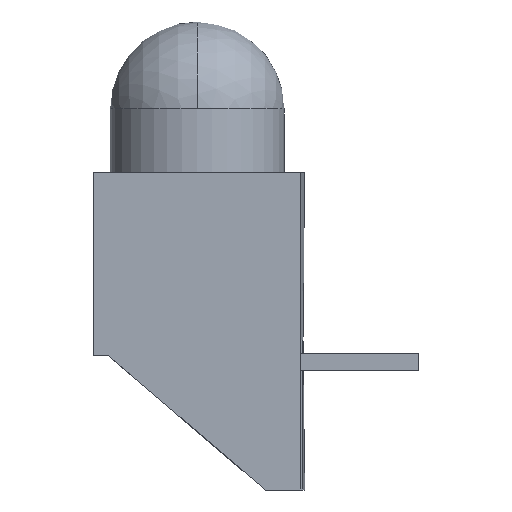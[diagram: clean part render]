
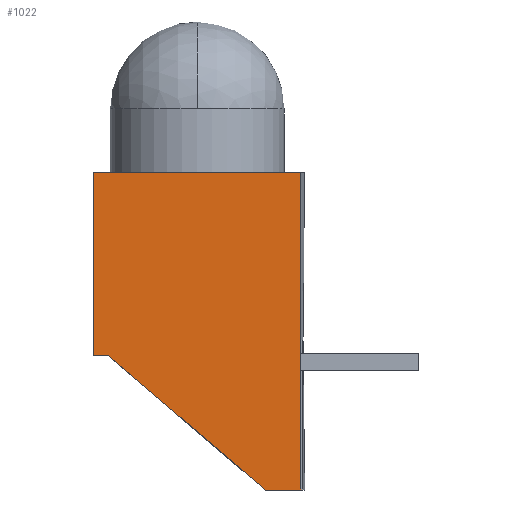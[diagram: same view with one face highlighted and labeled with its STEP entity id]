
A CAD part, left-side view. The second image highlights one B-rep face of the part: STEP entity #1022.
In plain terms, the highlighted planar face has unit normal (-1, 0, 0).
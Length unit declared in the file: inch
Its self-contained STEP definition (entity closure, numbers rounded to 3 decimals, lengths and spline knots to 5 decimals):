
#38 = AXIS2_PLACEMENT_3D ( 'NONE', #353, #651, #2793 ) ;
#83 = EDGE_CURVE ( 'NONE', #2457, #1683, #2322, .T. ) ;
#265 = DIRECTION ( 'NONE',  ( 0., 0., 1. ) ) ;
#339 = CARTESIAN_POINT ( 'NONE',  ( -0.11738, -0.11738, -0.36 ) ) ;
#353 = CARTESIAN_POINT ( 'NONE',  ( -0.11738, 0.11738, -0.208 ) ) ;
#358 = DIRECTION ( 'NONE',  ( 0., -1., 0. ) ) ;
#517 = CARTESIAN_POINT ( 'NONE',  ( -0.11738, 0.10038, -0.208 ) ) ;
#561 = VERTEX_POINT ( 'NONE', #339 ) ;
#651 = DIRECTION ( 'NONE',  ( -1., 0., 0. ) ) ;
#717 = VECTOR ( 'NONE', #1028, 39.37008 ) ;
#834 = ORIENTED_EDGE ( 'NONE', *, *, #902, .T. ) ;
#857 = CARTESIAN_POINT ( 'NONE',  ( -0.11738, 0.11738, 0. ) ) ;
#902 = EDGE_CURVE ( 'NONE', #561, #1100, #3010, .T. ) ;
#1022 = ADVANCED_FACE ( 'NONE', ( #1099 ), #2770, .T. ) ;
#1028 = DIRECTION ( 'NONE',  ( 0., 0.759, 0.651 ) ) ;
#1099 = FACE_OUTER_BOUND ( 'NONE', #2975, .T. ) ;
#1100 = VERTEX_POINT ( 'NONE', #2834 ) ;
#1158 = DIRECTION ( 'NONE',  ( 0., -1., 0. ) ) ;
#1286 = EDGE_CURVE ( 'NONE', #2457, #2200, #2681, .T. ) ;
#1365 = VECTOR ( 'NONE', #1469, 39.37008 ) ;
#1469 = DIRECTION ( 'NONE',  ( 0., 1., 0. ) ) ;
#1483 = ORIENTED_EDGE ( 'NONE', *, *, #2484, .F. ) ;
#1683 = VERTEX_POINT ( 'NONE', #517 ) ;
#1720 = LINE ( 'NONE', #857, #2429 ) ;
#1950 = VECTOR ( 'NONE', #265, 39.37008 ) ;
#2035 = VERTEX_POINT ( 'NONE', #3953 ) ;
#2122 = CARTESIAN_POINT ( 'NONE',  ( -0.11738, 0.11738, -0.208 ) ) ;
#2186 = LINE ( 'NONE', #3915, #1365 ) ;
#2195 = VECTOR ( 'NONE', #3236, 39.37008 ) ;
#2200 = VERTEX_POINT ( 'NONE', #3325 ) ;
#2249 = CARTESIAN_POINT ( 'NONE',  ( -0.11738, 0.14527, -0.16953 ) ) ;
#2322 = LINE ( 'NONE', #2122, #3735 ) ;
#2405 = CARTESIAN_POINT ( 'NONE',  ( -0.11738, 0.11738, -0.208 ) ) ;
#2429 = VECTOR ( 'NONE', #1158, 39.37008 ) ;
#2457 = VERTEX_POINT ( 'NONE', #2859 ) ;
#2484 = EDGE_CURVE ( 'NONE', #2035, #1683, #3169, .T. ) ;
#2554 = ORIENTED_EDGE ( 'NONE', *, *, #1286, .F. ) ;
#2580 = ORIENTED_EDGE ( 'NONE', *, *, #2722, .F. ) ;
#2681 = LINE ( 'NONE', #2405, #1950 ) ;
#2722 = EDGE_CURVE ( 'NONE', #2200, #1100, #1720, .T. ) ;
#2770 = PLANE ( 'NONE',  #38 ) ;
#2793 = DIRECTION ( 'NONE',  ( 0., -1., 0. ) ) ;
#2834 = CARTESIAN_POINT ( 'NONE',  ( -0.11738, -0.11738, 0. ) ) ;
#2859 = CARTESIAN_POINT ( 'NONE',  ( -0.11738, 0.11738, -0.208 ) ) ;
#2917 = CARTESIAN_POINT ( 'NONE',  ( -0.11738, -0.11738, -0.208 ) ) ;
#2975 = EDGE_LOOP ( 'NONE', ( #3357, #834, #2580, #2554, #3895, #1483 ) ) ;
#3010 = LINE ( 'NONE', #2917, #2195 ) ;
#3097 = EDGE_CURVE ( 'NONE', #561, #2035, #2186, .T. ) ;
#3169 = LINE ( 'NONE', #2249, #717 ) ;
#3236 = DIRECTION ( 'NONE',  ( 0., 0., 1. ) ) ;
#3325 = CARTESIAN_POINT ( 'NONE',  ( -0.11738, 0.11738, 0. ) ) ;
#3357 = ORIENTED_EDGE ( 'NONE', *, *, #3097, .F. ) ;
#3735 = VECTOR ( 'NONE', #358, 39.37008 ) ;
#3895 = ORIENTED_EDGE ( 'NONE', *, *, #83, .T. ) ;
#3915 = CARTESIAN_POINT ( 'NONE',  ( -0.11738, 0., -0.36 ) ) ;
#3953 = CARTESIAN_POINT ( 'NONE',  ( -0.11738, -0.077, -0.36 ) ) ;
